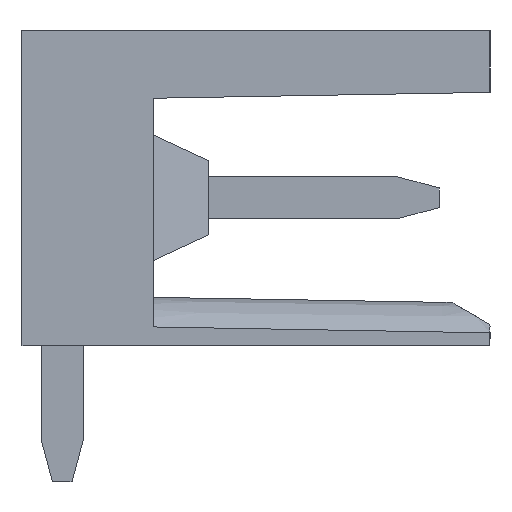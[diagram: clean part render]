
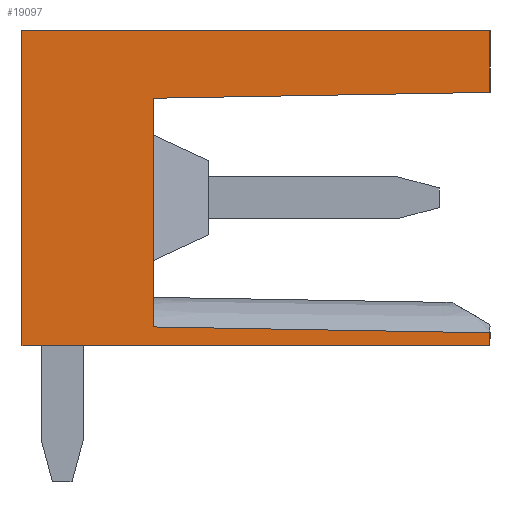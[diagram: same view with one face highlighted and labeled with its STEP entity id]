
A CAD part, left-side view. The second image highlights one B-rep face of the part: STEP entity #19097.
In plain terms, the highlighted planar face has unit normal (-1, 0, 0).
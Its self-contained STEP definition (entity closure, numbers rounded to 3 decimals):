
#19047=AXIS2_PLACEMENT_3D('Plane Axis2P3D',#19044,#19045,#19046) ;
#18204=CARTESIAN_POINT('Vertex',(0.,0.,3.511)) ;
#18218=CARTESIAN_POINT('Vertex',(0.,7.95,3.65)) ;
#18222=CARTESIAN_POINT('Control Point',(0.,0.,3.511)) ;
#18223=CARTESIAN_POINT('Control Point',(0.,7.95,3.65)) ;
#18819=CARTESIAN_POINT('Vertex',(0.,0.,9.189)) ;
#18822=CARTESIAN_POINT('Line Origine',(0.,3.975,9.119)) ;
#18826=CARTESIAN_POINT('Vertex',(0.,7.95,9.05)) ;
#19044=CARTESIAN_POINT('Axis2P3D Location',(0.,0.,0.)) ;
#19049=CARTESIAN_POINT('Line Origine',(0.,0.,9.919)) ;
#19053=CARTESIAN_POINT('Vertex',(0.,0.,10.65)) ;
#19056=CARTESIAN_POINT('Line Origine',(0.,5.525,10.65)) ;
#19060=CARTESIAN_POINT('Vertex',(0.,11.05,10.65)) ;
#19063=CARTESIAN_POINT('Line Origine',(0.,11.05,6.925)) ;
#19067=CARTESIAN_POINT('Vertex',(0.,11.05,3.2)) ;
#19070=CARTESIAN_POINT('Line Origine',(0.,5.525,3.2)) ;
#19074=CARTESIAN_POINT('Vertex',(0.,0.,3.2)) ;
#19077=CARTESIAN_POINT('Line Origine',(0.,0.,3.356)) ;
#19082=CARTESIAN_POINT('Line Origine',(0.,7.95,6.35)) ;
#18823=DIRECTION('Vector Direction',(0.,-1.,0.017)) ;
#19045=DIRECTION('Axis2P3D Direction',(-1.,0.,0.)) ;
#19046=DIRECTION('Axis2P3D XDirection',(0.,-1.,0.)) ;
#19050=DIRECTION('Vector Direction',(0.,0.,-1.)) ;
#19057=DIRECTION('Vector Direction',(0.,-1.,0.)) ;
#19064=DIRECTION('Vector Direction',(0.,0.,1.)) ;
#19071=DIRECTION('Vector Direction',(0.,1.,0.)) ;
#19078=DIRECTION('Vector Direction',(0.,0.,-1.)) ;
#19083=DIRECTION('Vector Direction',(0.,0.,1.)) ;
#18824=VECTOR('Line Direction',#18823,1.) ;
#19051=VECTOR('Line Direction',#19050,1.) ;
#19058=VECTOR('Line Direction',#19057,1.) ;
#19065=VECTOR('Line Direction',#19064,1.) ;
#19072=VECTOR('Line Direction',#19071,1.) ;
#19079=VECTOR('Line Direction',#19078,1.) ;
#19084=VECTOR('Line Direction',#19083,1.) ;
#19088=ORIENTED_EDGE('',*,*,#19055,.T.) ;
#19089=ORIENTED_EDGE('',*,*,#19062,.T.) ;
#19090=ORIENTED_EDGE('',*,*,#19069,.T.) ;
#19091=ORIENTED_EDGE('',*,*,#19076,.T.) ;
#19092=ORIENTED_EDGE('',*,*,#19081,.T.) ;
#19093=ORIENTED_EDGE('',*,*,#18224,.F.) ;
#19094=ORIENTED_EDGE('',*,*,#19086,.F.) ;
#19095=ORIENTED_EDGE('',*,*,#18828,.F.) ;
#19097=ADVANCED_FACE('HOUSING',(#19096),#19048,.T.) ;
#18221=B_SPLINE_CURVE_WITH_KNOTS('',1,(#18222,#18223),.UNSPECIFIED.,.F.,.U.,(2,2),(-3.976,3.976),.UNSPECIFIED.) ;
#18224=EDGE_CURVE('',#18219,#18205,#18221,.F.) ;
#18828=EDGE_CURVE('',#18820,#18827,#18825,.F.) ;
#19055=EDGE_CURVE('',#18820,#19054,#19052,.F.) ;
#19062=EDGE_CURVE('',#19054,#19061,#19059,.F.) ;
#19069=EDGE_CURVE('',#19061,#19068,#19066,.F.) ;
#19076=EDGE_CURVE('',#19068,#19075,#19073,.F.) ;
#19081=EDGE_CURVE('',#19075,#18205,#19080,.F.) ;
#19086=EDGE_CURVE('',#18827,#18219,#19085,.F.) ;
#19087=EDGE_LOOP('',(#19088,#19089,#19090,#19091,#19092,#19093,#19094,#19095)) ;
#19096=FACE_OUTER_BOUND('',#19087,.T.) ;
#18825=LINE('Line',#18822,#18824) ;
#19052=LINE('Line',#19049,#19051) ;
#19059=LINE('Line',#19056,#19058) ;
#19066=LINE('Line',#19063,#19065) ;
#19073=LINE('Line',#19070,#19072) ;
#19080=LINE('Line',#19077,#19079) ;
#19085=LINE('Line',#19082,#19084) ;
#19048=PLANE('',#19047) ;
#18205=VERTEX_POINT('',#18204) ;
#18219=VERTEX_POINT('',#18218) ;
#18820=VERTEX_POINT('',#18819) ;
#18827=VERTEX_POINT('',#18826) ;
#19054=VERTEX_POINT('',#19053) ;
#19061=VERTEX_POINT('',#19060) ;
#19068=VERTEX_POINT('',#19067) ;
#19075=VERTEX_POINT('',#19074) ;
